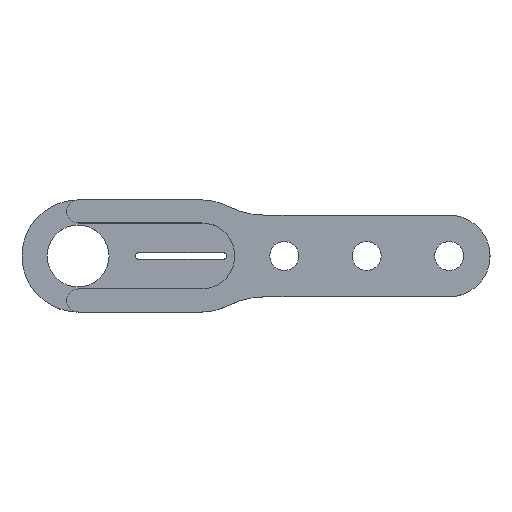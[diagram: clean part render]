
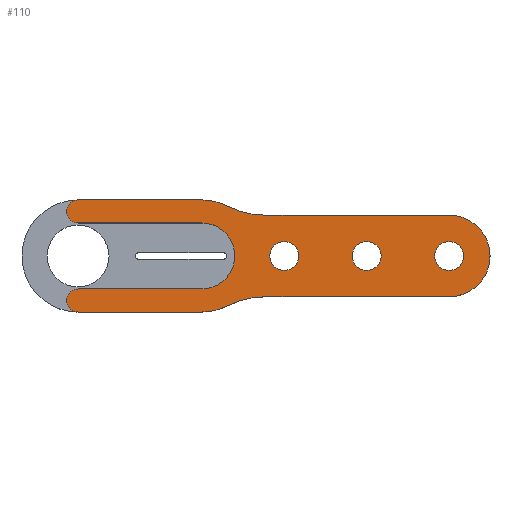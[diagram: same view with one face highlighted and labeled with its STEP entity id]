
A CAD part, top view. The second image highlights one B-rep face of the part: STEP entity #110.
In plain terms, the highlighted planar face has unit normal (0, 0, 1).
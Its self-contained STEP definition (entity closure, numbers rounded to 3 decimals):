
#110=ADVANCED_FACE('',(#322,#324,#326,#328),#330,.T.);
#322=FACE_BOUND('',#323,.T.);
#323=EDGE_LOOP('',(#520,#521,#522,#523,#524,#525,#526,#527,#528,#529,#530,#531,#532,
#533));
#324=FACE_BOUND('',#325,.T.);
#325=EDGE_LOOP('',(#534));
#326=FACE_BOUND('',#327,.T.);
#327=EDGE_LOOP('',(#535));
#328=FACE_BOUND('',#329,.T.);
#329=EDGE_LOOP('',(#536));
#330=PLANE('',#331);
#331=AXIS2_PLACEMENT_3D('',#332,#333,#334);
#332=CARTESIAN_POINT('',(0.,0.,4.));
#333=DIRECTION('',(0.,0.,1.));
#334=DIRECTION('',(0.,1.,0.));
#520=ORIENTED_EDGE('',*,*,#648,.T.);
#521=ORIENTED_EDGE('',*,*,#649,.T.);
#522=ORIENTED_EDGE('',*,*,#650,.T.);
#523=ORIENTED_EDGE('',*,*,#651,.T.);
#524=ORIENTED_EDGE('',*,*,#633,.T.);
#525=ORIENTED_EDGE('',*,*,#652,.F.);
#526=ORIENTED_EDGE('',*,*,#653,.F.);
#527=ORIENTED_EDGE('',*,*,#654,.F.);
#528=ORIENTED_EDGE('',*,*,#655,.F.);
#529=ORIENTED_EDGE('',*,*,#656,.F.);
#530=ORIENTED_EDGE('',*,*,#657,.F.);
#531=ORIENTED_EDGE('',*,*,#658,.T.);
#532=ORIENTED_EDGE('',*,*,#659,.T.);
#533=ORIENTED_EDGE('',*,*,#660,.T.);
#534=ORIENTED_EDGE('',*,*,#647,.F.);
#535=ORIENTED_EDGE('',*,*,#661,.F.);
#536=ORIENTED_EDGE('',*,*,#662,.F.);
#633=EDGE_CURVE('',#720,#718,#721,.T.);
#647=EDGE_CURVE('',#744,#744,#745,.T.);
#648=EDGE_CURVE('',#746,#747,#748,.T.);
#649=EDGE_CURVE('',#747,#749,#750,.T.);
#650=EDGE_CURVE('',#749,#751,#752,.T.);
#651=EDGE_CURVE('',#751,#720,#753,.T.);
#652=EDGE_CURVE('',#754,#718,#755,.T.);
#653=EDGE_CURVE('',#756,#754,#757,.T.);
#654=EDGE_CURVE('',#758,#756,#759,.T.);
#655=EDGE_CURVE('',#760,#758,#761,.T.);
#656=EDGE_CURVE('',#762,#760,#763,.T.);
#657=EDGE_CURVE('',#764,#762,#765,.T.);
#658=EDGE_CURVE('',#764,#766,#767,.T.);
#659=EDGE_CURVE('',#766,#768,#769,.T.);
#660=EDGE_CURVE('',#768,#746,#770,.T.);
#661=EDGE_CURVE('',#771,#771,#772,.T.);
#662=EDGE_CURVE('',#773,#773,#774,.T.);
#718=VERTEX_POINT('',#881);
#720=VERTEX_POINT('',#885);
#721=CIRCLE('',#886,4.);
#744=VERTEX_POINT('',#944);
#745=CIRCLE('',#945,1.75);
#746=VERTEX_POINT('',#949);
#747=VERTEX_POINT('',#950);
#748=CIRCLE('',#951,6.8);
#749=VERTEX_POINT('',#955);
#750=LINE('',#956,#957);
#751=VERTEX_POINT('',#959);
#752=CIRCLE('',#960,1.4);
#753=LINE('',#964,#965);
#754=VERTEX_POINT('',#967);
#755=LINE('',#968,#969);
#756=VERTEX_POINT('',#971);
#757=CIRCLE('',#972,1.4);
#758=VERTEX_POINT('',#976);
#759=LINE('',#977,#978);
#760=VERTEX_POINT('',#980);
#761=CIRCLE('',#981,6.8);
#762=VERTEX_POINT('',#985);
#763=CIRCLE('',#986,10.);
#764=VERTEX_POINT('',#990);
#765=LINE('',#991,#992);
#766=VERTEX_POINT('',#994);
#767=CIRCLE('',#995,4.95);
#768=VERTEX_POINT('',#999);
#769=LINE('',#1000,#1001);
#770=CIRCLE('',#1003,10.);
#771=VERTEX_POINT('',#1007);
#772=CIRCLE('',#1008,1.75);
#773=VERTEX_POINT('',#1012);
#774=CIRCLE('',#1013,1.75);
#881=CARTESIAN_POINT('',(15.,-4.,4.));
#885=CARTESIAN_POINT('',(15.,4.,4.));
#886=AXIS2_PLACEMENT_3D('',#887,#888,#889);
#887=CARTESIAN_POINT('',(15.,0.,4.));
#888=DIRECTION('',(0.,0.,-1.));
#889=DIRECTION('',(0.,1.,0.));
#944=CARTESIAN_POINT('',(26.75,0.,4.));
#945=AXIS2_PLACEMENT_3D('',#946,#947,#948);
#946=CARTESIAN_POINT('',(25.,0.,4.));
#947=DIRECTION('',(0.,0.,1.));
#948=DIRECTION('',(0.,1.,0.));
#949=CARTESIAN_POINT('',(18.102,6.051,4.));
#950=CARTESIAN_POINT('',(15.,6.8,4.));
#951=AXIS2_PLACEMENT_3D('',#952,#953,#954);
#952=CARTESIAN_POINT('',(15.,0.,4.));
#953=DIRECTION('',(0.,0.,1.));
#954=DIRECTION('',(0.456,0.89,0.));
#955=CARTESIAN_POINT('',(0.,6.8,4.));
#956=CARTESIAN_POINT('',(15.,6.8,4.));
#957=VECTOR('',#958,1.);
#958=DIRECTION('',(-1.,0.,0.));
#959=CARTESIAN_POINT('',(0.,4.,4.));
#960=AXIS2_PLACEMENT_3D('',#961,#962,#963);
#961=CARTESIAN_POINT('',(0.,5.4,4.));
#962=DIRECTION('',(0.,0.,1.));
#963=DIRECTION('',(0.,1.,0.));
#964=CARTESIAN_POINT('',(0.,4.,4.));
#965=VECTOR('',#966,1.);
#966=DIRECTION('',(1.,0.,0.));
#967=CARTESIAN_POINT('',(0.,-4.,4.));
#968=CARTESIAN_POINT('',(0.,-4.,4.));
#969=VECTOR('',#970,1.);
#970=DIRECTION('',(1.,0.,0.));
#971=CARTESIAN_POINT('',(0.,-6.8,4.));
#972=AXIS2_PLACEMENT_3D('',#973,#974,#975);
#973=CARTESIAN_POINT('',(0.,-5.4,4.));
#974=DIRECTION('',(0.,0.,-1.));
#975=DIRECTION('',(0.,-1.,0.));
#976=CARTESIAN_POINT('',(15.,-6.8,4.));
#977=CARTESIAN_POINT('',(15.,-6.8,4.));
#978=VECTOR('',#979,1.);
#979=DIRECTION('',(-1.,0.,0.));
#980=CARTESIAN_POINT('',(18.102,-6.051,4.));
#981=AXIS2_PLACEMENT_3D('',#982,#983,#984);
#982=CARTESIAN_POINT('',(15.,0.,4.));
#983=DIRECTION('',(0.,0.,-1.));
#984=DIRECTION('',(0.456,-0.89,0.));
#985=CARTESIAN_POINT('',(22.664,-4.95,4.));
#986=AXIS2_PLACEMENT_3D('',#987,#988,#989);
#987=CARTESIAN_POINT('',(22.664,-14.95,4.));
#988=DIRECTION('',(0.,0.,1.));
#989=DIRECTION('',(0.,1.,0.));
#990=CARTESIAN_POINT('',(45.,-4.95,4.));
#991=CARTESIAN_POINT('',(45.,-4.95,4.));
#992=VECTOR('',#993,1.);
#993=DIRECTION('',(-1.,0.,0.));
#994=CARTESIAN_POINT('',(45.,4.95,4.));
#995=AXIS2_PLACEMENT_3D('',#996,#997,#998);
#996=CARTESIAN_POINT('',(45.,0.,4.));
#997=DIRECTION('',(0.,0.,1.));
#998=DIRECTION('',(0.,-1.,0.));
#999=CARTESIAN_POINT('',(22.664,4.95,4.));
#1000=CARTESIAN_POINT('',(45.,4.95,4.));
#1001=VECTOR('',#1002,1.);
#1002=DIRECTION('',(-1.,0.,0.));
#1003=AXIS2_PLACEMENT_3D('',#1004,#1005,#1006);
#1004=CARTESIAN_POINT('',(22.664,14.95,4.));
#1005=DIRECTION('',(0.,0.,-1.));
#1006=DIRECTION('',(0.,-1.,0.));
#1007=CARTESIAN_POINT('',(36.75,0.,4.));
#1008=AXIS2_PLACEMENT_3D('',#1009,#1010,#1011);
#1009=CARTESIAN_POINT('',(35.,0.,4.));
#1010=DIRECTION('',(0.,0.,1.));
#1011=DIRECTION('',(0.,1.,0.));
#1012=CARTESIAN_POINT('',(46.75,0.,4.));
#1013=AXIS2_PLACEMENT_3D('',#1014,#1015,#1016);
#1014=CARTESIAN_POINT('',(45.,0.,4.));
#1015=DIRECTION('',(0.,0.,1.));
#1016=DIRECTION('',(0.,1.,0.));
